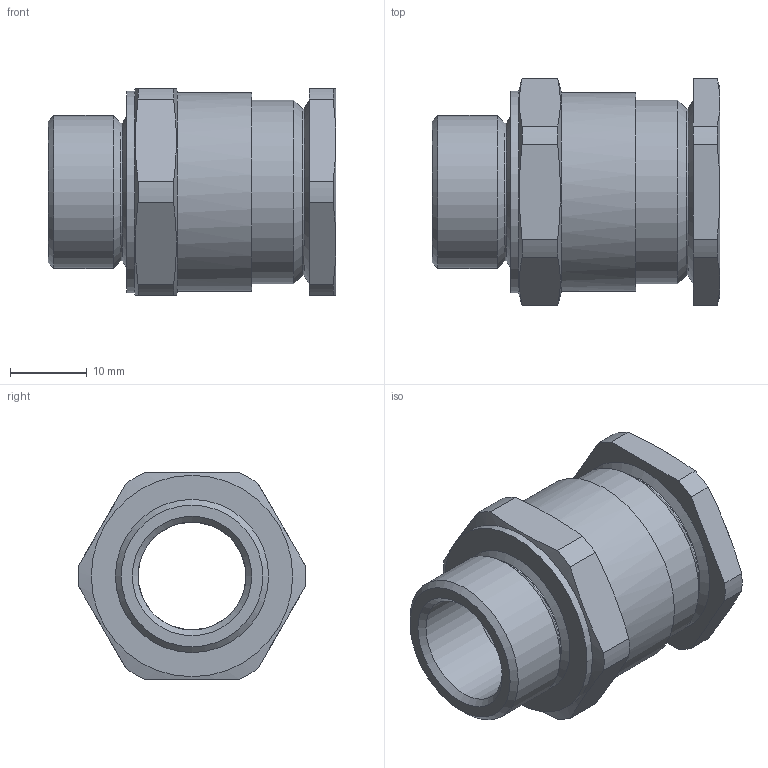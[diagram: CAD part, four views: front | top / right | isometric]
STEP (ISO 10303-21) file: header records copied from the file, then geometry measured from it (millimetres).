
FILE_DESCRIPTION (( 'STEP AP203' ), '1' );
FILE_NAME ('20A21RA.STEP', '2016-04-25T15:19:15', ( 'bel-it' ), ( '' ), 'SwSTEP 2.0', 'SolidWorks 2014', '' );
FILE_SCHEMA (( 'CONFIG_CONTROL_DESIGN' ));
Length unit declared in the file: millimetre
Products named in the file (1): 20A21RA
Bounding box: 37.6 x 29.69 x 27 mm (x, y, z)
Surface area: 6258.3 mm2 (no closed solid volume)
Topology: 0 solids, 3 shells, 55 faces, 132 edges, 83 vertices
Faces by surface type: cylinder 20, plane 18, cone 16, torus 1
Full cylindrical faces by diameter (mm): 14.1 x1, 17.971 x1, 19.9 x1, 20 x1, 21.718 x1, 24 x1, 26 x1, 26.3 x1
Entity records: 1609 total; most frequent: CARTESIAN_POINT 346, DIRECTION 254, ORIENTED_EDGE 214, AXIS2_PLACEMENT_3D 112, EDGE_CURVE 110, VERTEX_POINT 80, EDGE_LOOP 80, FACE_OUTER_BOUND 64
